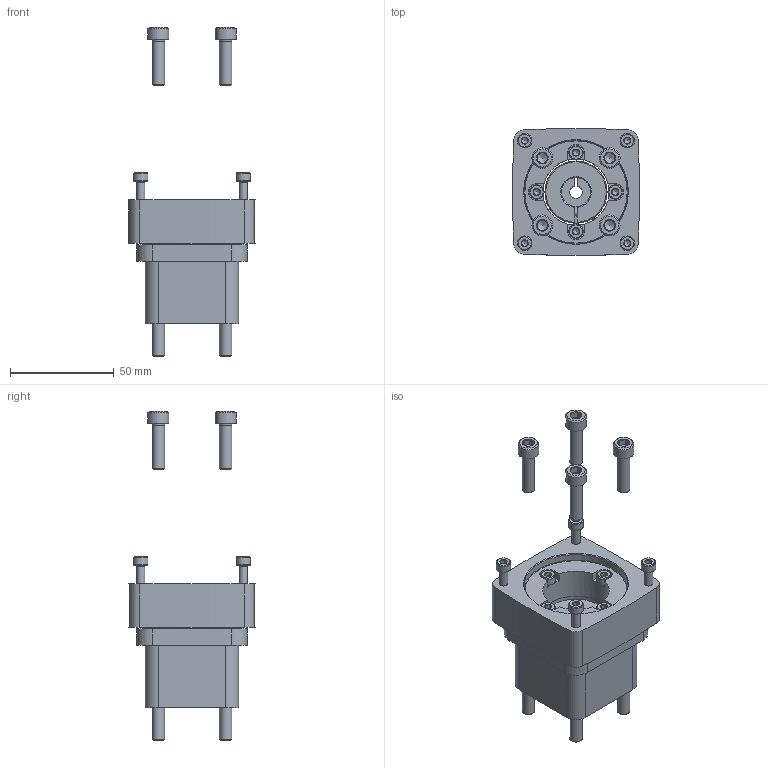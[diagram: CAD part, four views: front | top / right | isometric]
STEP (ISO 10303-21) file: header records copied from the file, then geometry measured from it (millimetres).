
FILE_DESCRIPTION(/* description */ ('STEP AP214'),/* implementation_level */ '2;1');
FILE_NAME(/* name */ '1956054_EAMM-A-D32-60P',/* time_stamp */ '2024-08-21T11:08:26+02:00',/* author */ ('License CC BY-ND 4.0'),/* organization */ ('CADENAS'),/* preprocessor_version */ 'ST-DEVELOPER v19.3',/* originating_system */ 'PARTsolutions',/* authorisation */ ' ');
FILE_SCHEMA (('AUTOMOTIVE_DESIGN {1 0 10303 214 3 1 1}'));
Length unit declared in the file: millimetre
Products named in the file (8): 1956054 EAMM-A-D32-60P; 551006 EAMK-A-D32-44A/C---(1O); DIN-912 - M6x30(F); DIN-912 - M6x22(F); 1956846 EAMF-A-44C-60P(1A10); DIN-912 - M4x20(F); ISO-4762 M4x16; 1233256 EAMC-30-32-6-14
Assembly tree (19 placements, depth 2):
  1956054 EAMM-A-D32-60P
    551006 EAMK-A-D32-44A/C---(1O)
    DIN-912 - M6x30(F)  x4
    DIN-912 - M6x22(F)  x4
    1956846 EAMF-A-44C-60P(1A10)
    DIN-912 - M4x20(F)  x4
    ISO-4762 M4x16  x4
    1233256 EAMC-30-32-6-14
Bounding box: 61.24 x 61.24 x 159 mm (x, y, z)
Volume: 122949.3 mm3; surface area: 53277.4 mm2
Topology: 19 solids, 20 shells, 722 faces, 1632 edges, 980 vertices
Faces by surface type: plane 339, cone 203, cylinder 170, torus 10
Full cylindrical faces by diameter (mm): 2 x12, 3.242 x10, 4 x10, 4.5 x4, 6 x8, 6.6 x4, 7 x9, 8 x1, 10 x8, 11 x4, 14.2 x1, 32 x2, 44 x1, 50 x1
Entity records: 11316 total; most frequent: CARTESIAN_POINT 2077, DIRECTION 2022, ORIENTED_EDGE 1668, AXIS2_PLACEMENT_3D 840, EDGE_CURVE 834, VERTEX_POINT 588, FACE_BOUND 544, EDGE_LOOP 532
